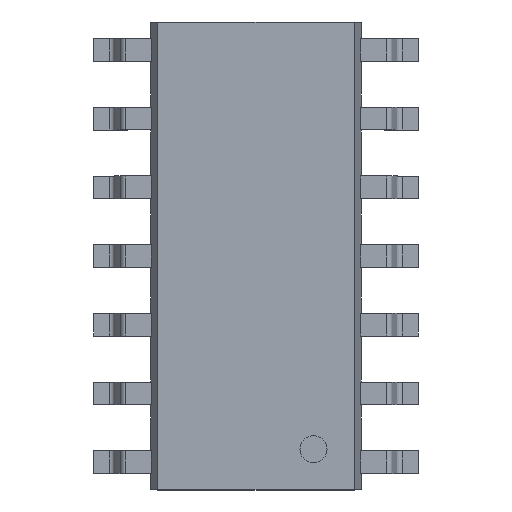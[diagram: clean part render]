
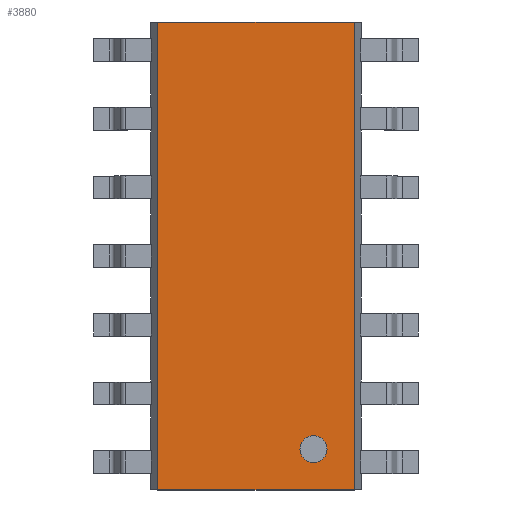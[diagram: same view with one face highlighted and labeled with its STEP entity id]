
A CAD part, top view. The second image highlights one B-rep face of the part: STEP entity #3880.
In plain terms, the highlighted planar face has unit normal (0, 0, 1).
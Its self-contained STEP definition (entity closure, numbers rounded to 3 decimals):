
#15=FACE_BOUND('',#454,.T.);
#261=FACE_OUTER_BOUND('',#453,.T.);
#453=EDGE_LOOP('',(#3508,#3509,#3510,#3511));
#454=EDGE_LOOP('',(#3512));
#570=CIRCLE('',#4195,0.25);
#825=LINE('',#5910,#1278);
#1020=LINE('',#6400,#1473);
#1021=LINE('',#6402,#1474);
#1022=LINE('',#6403,#1475);
#1278=VECTOR('',#4799,10.);
#1473=VECTOR('',#5260,10.);
#1474=VECTOR('',#5261,10.);
#1475=VECTOR('',#5262,10.);
#1691=VERTEX_POINT('',#5907);
#1692=VERTEX_POINT('',#5909);
#1850=VERTEX_POINT('',#6383);
#1854=VERTEX_POINT('',#6399);
#1855=VERTEX_POINT('',#6401);
#2173=EDGE_CURVE('',#1692,#1691,#825,.T.);
#2410=EDGE_CURVE('',#1850,#1850,#570,.T.);
#2418=EDGE_CURVE('',#1854,#1692,#1020,.T.);
#2419=EDGE_CURVE('',#1855,#1691,#1021,.T.);
#2420=EDGE_CURVE('',#1854,#1855,#1022,.T.);
#3508=ORIENTED_EDGE('',*,*,#2418,.T.);
#3509=ORIENTED_EDGE('',*,*,#2173,.T.);
#3510=ORIENTED_EDGE('',*,*,#2419,.F.);
#3511=ORIENTED_EDGE('',*,*,#2420,.F.);
#3512=ORIENTED_EDGE('',*,*,#2410,.T.);
#3688=PLANE('',#4200);
#3880=ADVANCED_FACE('',(#261,#15),#3688,.T.);
#4195=AXIS2_PLACEMENT_3D('',#6384,#5242,#5243);
#4200=AXIS2_PLACEMENT_3D('',#6398,#5258,#5259);
#4799=DIRECTION('',(0.,1.,0.));
#5242=DIRECTION('center_axis',(0.,0.,-1.));
#5243=DIRECTION('ref_axis',(-1.,0.,0.));
#5258=DIRECTION('center_axis',(0.,0.,1.));
#5259=DIRECTION('ref_axis',(1.,0.,0.));
#5260=DIRECTION('',(1.,0.,0.));
#5261=DIRECTION('',(1.,0.,0.));
#5262=DIRECTION('',(0.,1.,0.));
#5907=CARTESIAN_POINT('',(1.813,8.65,1.55));
#5909=CARTESIAN_POINT('',(1.813,0.,1.55));
#5910=CARTESIAN_POINT('',(1.813,0.,1.55));
#6383=CARTESIAN_POINT('',(1.313,0.75,1.55));
#6384=CARTESIAN_POINT('Origin',(1.063,0.75,1.55));
#6398=CARTESIAN_POINT('Origin',(-1.813,0.,1.55));
#6399=CARTESIAN_POINT('',(-1.813,0.,1.55));
#6400=CARTESIAN_POINT('',(-1.813,0.,1.55));
#6401=CARTESIAN_POINT('',(-1.813,8.65,1.55));
#6402=CARTESIAN_POINT('',(-1.813,8.65,1.55));
#6403=CARTESIAN_POINT('',(-1.813,0.,1.55));
